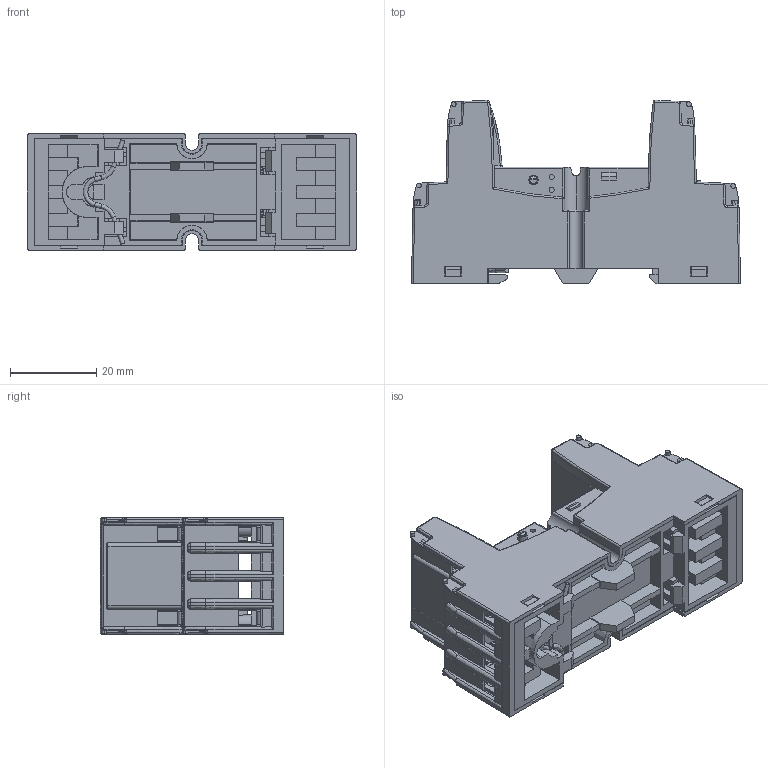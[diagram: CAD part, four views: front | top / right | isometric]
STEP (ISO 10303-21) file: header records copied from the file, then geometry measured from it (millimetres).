
FILE_DESCRIPTION (( 'STEP AP214' ), '1' );
FILE_NAME ('GZT4-0015 - Wkrêt krzy¿owy M3x8.STEP', '2015-06-08T11:53:30', ( '' ), ( '' ), 'SwSTEP 2.0', 'SolidWorks 2012', '' );
FILE_SCHEMA (( 'AUTOMOTIVE_DESIGN' ));
Length unit declared in the file: millimetre
Products named in the file (1): GZT4-0015 - Wkrêt krzy¿owy M3x8
Bounding box: 76.3 x 42.48 x 27 mm (x, y, z)
Volume: 24028 mm3; surface area: 37493.1 mm2
Topology: 28 solids, 32 shells, 5577 faces, 14867 edges, 9319 vertices
Faces by surface type: plane 3202, cylinder 1362, bspline 897, cone 116
Entity records: 293720 total; most frequent: CARTESIAN_POINT 99479, ORIENTED_EDGE 29466, DIRECTION 25120, EDGE_CURVE 14733, LINE 9936, VECTOR 9936, VERTEX_POINT 9321, AXIS2_PLACEMENT_3D 7592
